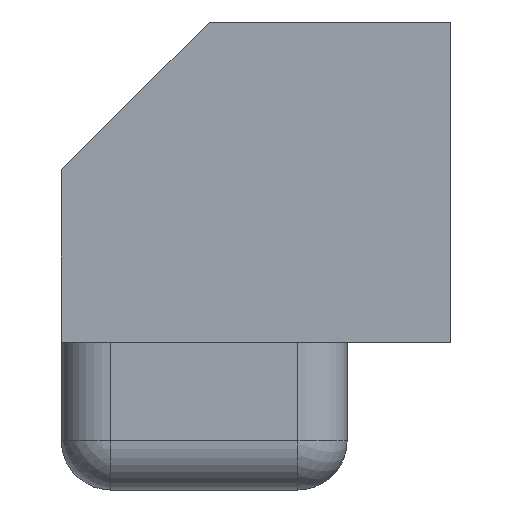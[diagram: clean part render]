
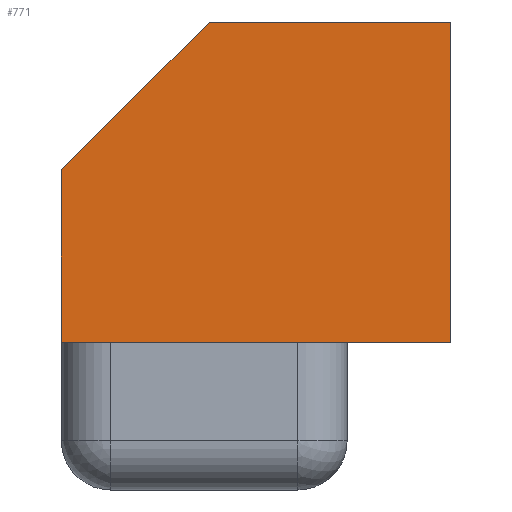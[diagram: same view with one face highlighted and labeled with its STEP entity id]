
A CAD part, left-side view. The second image highlights one B-rep face of the part: STEP entity #771.
In plain terms, the highlighted planar face has unit normal (-1, 0, 0).
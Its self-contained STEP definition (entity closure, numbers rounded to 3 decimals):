
#29=PLANE('',#864);
#64=LINE('',#1193,#141);
#102=LINE('',#1303,#179);
#108=LINE('',#1313,#185);
#109=LINE('',#1315,#186);
#110=LINE('',#1316,#187);
#141=VECTOR('',#961,10.);
#179=VECTOR('',#1075,10.);
#185=VECTOR('',#1083,10.);
#186=VECTOR('',#1086,10.);
#187=VECTOR('',#1087,10.);
#248=FACE_OUTER_BOUND('',#295,.T.);
#295=EDGE_LOOP('',(#671,#672,#673,#674,#675));
#359=VERTEX_POINT('',#1190);
#360=VERTEX_POINT('',#1192);
#393=VERTEX_POINT('',#1300);
#394=VERTEX_POINT('',#1302);
#396=VERTEX_POINT('',#1309);
#438=EDGE_CURVE('',#360,#359,#64,.T.);
#492=EDGE_CURVE('',#393,#394,#102,.T.);
#498=EDGE_CURVE('',#394,#396,#108,.T.);
#499=EDGE_CURVE('',#393,#360,#109,.T.);
#500=EDGE_CURVE('',#359,#396,#110,.T.);
#671=ORIENTED_EDGE('',*,*,#492,.F.);
#672=ORIENTED_EDGE('',*,*,#499,.T.);
#673=ORIENTED_EDGE('',*,*,#438,.T.);
#674=ORIENTED_EDGE('',*,*,#500,.T.);
#675=ORIENTED_EDGE('',*,*,#498,.F.);
#771=ADVANCED_FACE('',(#248),#29,.T.);
#864=AXIS2_PLACEMENT_3D('',#1314,#1084,#1085);
#961=DIRECTION('',(0.,0.,-1.));
#1075=DIRECTION('',(0.,-1.,0.));
#1083=DIRECTION('',(0.,0.,-1.));
#1084=DIRECTION('center_axis',(-1.,0.,0.));
#1085=DIRECTION('ref_axis',(0.,0.,1.));
#1086=DIRECTION('',(0.,0.707,-0.707));
#1087=DIRECTION('',(0.,-1.,0.));
#1190=CARTESIAN_POINT('',(-9.64,0.,3.));
#1192=CARTESIAN_POINT('',(-9.64,0.,6.5));
#1193=CARTESIAN_POINT('',(-9.64,0.,3.));
#1300=CARTESIAN_POINT('',(-9.64,-3.,9.5));
#1302=CARTESIAN_POINT('',(-9.64,-7.9,9.5));
#1303=CARTESIAN_POINT('',(-9.64,-7.7,9.5));
#1309=CARTESIAN_POINT('',(-9.64,-7.9,3.));
#1313=CARTESIAN_POINT('',(-9.64,-7.9,9.5));
#1314=CARTESIAN_POINT('Origin',(-9.64,-3.85,6.25));
#1315=CARTESIAN_POINT('',(-9.64,0.,6.5));
#1316=CARTESIAN_POINT('',(-9.64,-7.7,3.));
